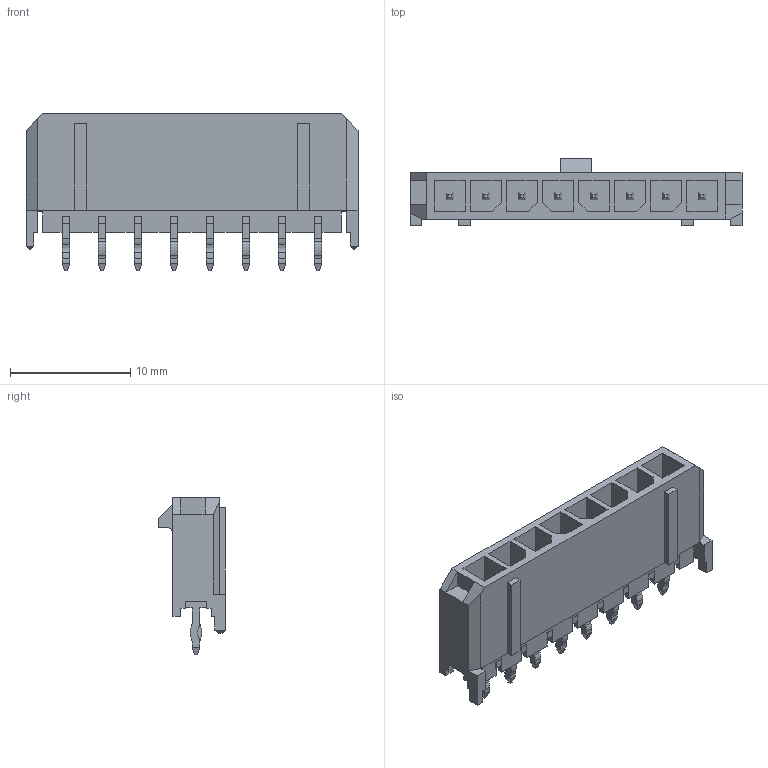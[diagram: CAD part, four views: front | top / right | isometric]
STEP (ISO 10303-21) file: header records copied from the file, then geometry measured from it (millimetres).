
FILE_DESCRIPTION((''),'2;1');
FILE_NAME('436500815','2020-10-20T',('me'),(''),'PRO/ENGINEER BY PARAMETRIC TECHNOLOGY CORPORATION, 2016010','PRO/ENGINEER BY PARAMETRIC TECHNOLOGY CORPORATION, 2016010','');
FILE_SCHEMA(('CONFIG_CONTROL_DESIGN'));
Length unit declared in the file: millimetre
Products named in the file (1): 436500815
Bounding box: 27.64 x 5.61 x 13.08 mm (x, y, z)
Volume: 657.1 mm3; surface area: 1644.7 mm2
Topology: 2 solids, 2 shells, 501 faces, 1346 edges, 866 vertices
Faces by surface type: plane 452, cylinder 49
Entity records: 15321 total; most frequent: CARTESIAN_POINT 2694, ORIENTED_EDGE 2652, DIRECTION 2468, EDGE_CURVE 1326, VECTOR 1228, LINE 1228, VERTEX_POINT 846, AXIS2_PLACEMENT_3D 620
